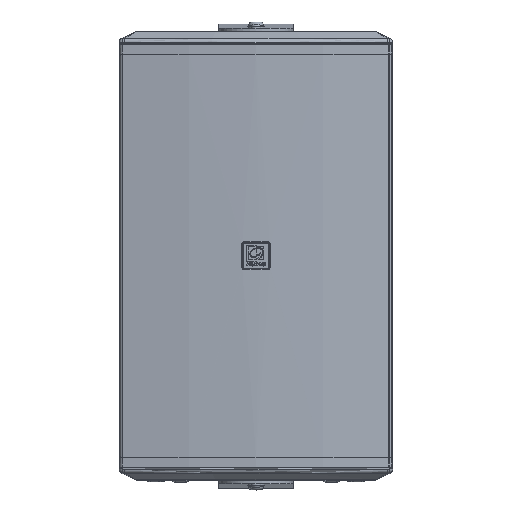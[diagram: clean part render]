
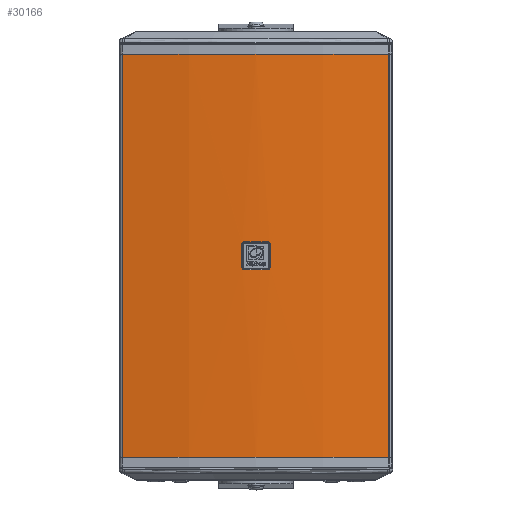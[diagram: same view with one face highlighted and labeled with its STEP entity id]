
A CAD part, top view. The second image highlights one B-rep face of the part: STEP entity #30166.
In plain terms, the highlighted cylindrical face has radius 914 mm (diameter 1828 mm), a partial arc.
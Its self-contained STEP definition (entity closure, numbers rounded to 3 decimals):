
#687=B_SPLINE_CURVE_WITH_KNOTS('',3,(#68011,#68012,#68013,#68014,#68015,
#68016),.UNSPECIFIED.,.F.,.F.,(4,1,1,4),(-0.491,-0.351,
-0.21,0.),.UNSPECIFIED.);
#688=B_SPLINE_CURVE_WITH_KNOTS('',3,(#68020,#68021,#68022,#68023,#68024,
#68025),.UNSPECIFIED.,.F.,.F.,(4,1,1,4),(-0.491,-0.351,
-0.21,0.),.UNSPECIFIED.);
#689=B_SPLINE_CURVE_WITH_KNOTS('',3,(#68029,#68030,#68031,#68032,#68033,
#68034),.UNSPECIFIED.,.F.,.F.,(4,1,1,4),(-0.491,-0.281,
-0.14,0.),.UNSPECIFIED.);
#690=B_SPLINE_CURVE_WITH_KNOTS('',3,(#68038,#68039,#68040,#68041,#68042,
#68043),.UNSPECIFIED.,.F.,.F.,(4,1,1,4),(-0.491,-0.281,
-0.14,0.),.UNSPECIFIED.);
#1073=FACE_BOUND('',#4511,.T.);
#2809=FACE_OUTER_BOUND('',#4510,.T.);
#4510=EDGE_LOOP('',(#20895,#20896,#20897,#20898));
#4511=EDGE_LOOP('',(#20899,#20900,#20901,#20902,#20903,#20904,#20905,#20906));
#6462=LINE('',#68001,#8616);
#6464=LINE('',#68005,#8618);
#6466=LINE('',#68027,#8620);
#6467=LINE('',#68044,#8621);
#8616=VECTOR('',#36403,10.);
#8618=VECTOR('',#36409,10.);
#8620=VECTOR('',#36417,10.);
#8621=VECTOR('',#36420,10.);
#10526=CIRCLE('',#32080,914.);
#10528=CIRCLE('',#32083,914.);
#10566=CIRCLE('',#32146,914.);
#10567=CIRCLE('',#32147,914.);
#12341=VERTEX_POINT('',#67846);
#12344=VERTEX_POINT('',#67857);
#12346=VERTEX_POINT('',#67863);
#12347=VERTEX_POINT('',#67864);
#12388=VERTEX_POINT('',#68009);
#12389=VERTEX_POINT('',#68010);
#12390=VERTEX_POINT('',#68017);
#12391=VERTEX_POINT('',#68019);
#12392=VERTEX_POINT('',#68026);
#12393=VERTEX_POINT('',#68028);
#12394=VERTEX_POINT('',#68035);
#12395=VERTEX_POINT('',#68037);
#15569=EDGE_CURVE('',#12344,#12341,#10526,.T.);
#15572=EDGE_CURVE('',#12346,#12347,#10528,.T.);
#15638=EDGE_CURVE('',#12346,#12341,#6462,.T.);
#15640=EDGE_CURVE('',#12344,#12347,#6464,.T.);
#15642=EDGE_CURVE('',#12388,#12389,#687,.T.);
#15643=EDGE_CURVE('',#12390,#12388,#10566,.T.);
#15644=EDGE_CURVE('',#12391,#12390,#688,.T.);
#15645=EDGE_CURVE('',#12392,#12391,#6466,.T.);
#15646=EDGE_CURVE('',#12393,#12392,#689,.T.);
#15647=EDGE_CURVE('',#12394,#12393,#10567,.T.);
#15648=EDGE_CURVE('',#12395,#12394,#690,.T.);
#15649=EDGE_CURVE('',#12389,#12395,#6467,.T.);
#20895=ORIENTED_EDGE('',*,*,#15572,.T.);
#20896=ORIENTED_EDGE('',*,*,#15640,.F.);
#20897=ORIENTED_EDGE('',*,*,#15569,.T.);
#20898=ORIENTED_EDGE('',*,*,#15638,.F.);
#20899=ORIENTED_EDGE('',*,*,#15642,.F.);
#20900=ORIENTED_EDGE('',*,*,#15643,.F.);
#20901=ORIENTED_EDGE('',*,*,#15644,.F.);
#20902=ORIENTED_EDGE('',*,*,#15645,.F.);
#20903=ORIENTED_EDGE('',*,*,#15646,.F.);
#20904=ORIENTED_EDGE('',*,*,#15647,.F.);
#20905=ORIENTED_EDGE('',*,*,#15648,.F.);
#20906=ORIENTED_EDGE('',*,*,#15649,.F.);
#28117=CYLINDRICAL_SURFACE('',#32145,914.);
#30166=ADVANCED_FACE('',(#2809,#1073),#28117,.T.);
#32080=AXIS2_PLACEMENT_3D('',#67858,#36253,#36254);
#32083=AXIS2_PLACEMENT_3D('',#67865,#36260,#36261);
#32145=AXIS2_PLACEMENT_3D('',#68008,#36413,#36414);
#32146=AXIS2_PLACEMENT_3D('',#68018,#36415,#36416);
#32147=AXIS2_PLACEMENT_3D('',#68036,#36418,#36419);
#36253=DIRECTION('center_axis',(0.,-1.,0.));
#36254=DIRECTION('ref_axis',(0.176,0.,0.984));
#36260=DIRECTION('center_axis',(0.,1.,0.));
#36261=DIRECTION('ref_axis',(-0.176,0.,0.984));
#36403=DIRECTION('',(0.,1.,0.));
#36409=DIRECTION('',(0.,-1.,0.));
#36413=DIRECTION('center_axis',(0.,1.,0.));
#36414=DIRECTION('ref_axis',(0.178,0.,-0.984));
#36415=DIRECTION('center_axis',(0.,1.,0.));
#36416=DIRECTION('ref_axis',(0.,0.,
1.));
#36417=DIRECTION('',(0.,-1.,0.));
#36418=DIRECTION('center_axis',(0.,-1.,0.));
#36419=DIRECTION('ref_axis',(0.,0.,
1.));
#36420=DIRECTION('',(0.,1.,0.));
#67846=CARTESIAN_POINT('',(-160.422,497.5,157.311));
#67857=CARTESIAN_POINT('',(160.422,497.5,157.311));
#67858=CARTESIAN_POINT('Origin',(0.,497.5,-742.5));
#67863=CARTESIAN_POINT('',(-160.422,12.5,157.311));
#67864=CARTESIAN_POINT('',(160.422,12.5,157.311));
#67865=CARTESIAN_POINT('Origin',(0.,12.5,-742.5));
#68001=CARTESIAN_POINT('',(-160.422,255.,157.311));
#68005=CARTESIAN_POINT('',(160.422,255.,157.311));
#68008=CARTESIAN_POINT('Origin',(0.,255.,-742.5));
#68009=CARTESIAN_POINT('',(13.898,238.,171.394));
#68010=CARTESIAN_POINT('',(17.028,241.125,171.341));
#68011=CARTESIAN_POINT('Ctrl Pts',(13.898,238.,171.394));
#68012=CARTESIAN_POINT('Ctrl Pts',(14.366,238.,171.387));
#68013=CARTESIAN_POINT('Ctrl Pts',(15.301,238.214,171.372));
#68014=CARTESIAN_POINT('Ctrl Pts',(16.617,239.259,171.349));
#68015=CARTESIAN_POINT('Ctrl Pts',(17.028,240.424,171.341));
#68016=CARTESIAN_POINT('Ctrl Pts',(17.028,241.125,171.341));
#68017=CARTESIAN_POINT('',(-13.898,238.,171.394));
#68018=CARTESIAN_POINT('Origin',(0.,238.,-742.5));
#68019=CARTESIAN_POINT('',(-17.028,241.125,171.341));
#68020=CARTESIAN_POINT('Ctrl Pts',(-17.028,241.125,171.341));
#68021=CARTESIAN_POINT('Ctrl Pts',(-17.028,240.657,171.341));
#68022=CARTESIAN_POINT('Ctrl Pts',(-16.814,239.724,171.345));
#68023=CARTESIAN_POINT('Ctrl Pts',(-15.766,238.41,171.364));
#68024=CARTESIAN_POINT('Ctrl Pts',(-14.6,238.,171.384));
#68025=CARTESIAN_POINT('Ctrl Pts',(-13.898,238.,171.394));
#68026=CARTESIAN_POINT('',(-17.028,268.875,171.341));
#68027=CARTESIAN_POINT('',(-17.028,255.,171.341));
#68028=CARTESIAN_POINT('',(-13.898,272.,171.394));
#68029=CARTESIAN_POINT('Ctrl Pts',(-13.898,272.,171.394));
#68030=CARTESIAN_POINT('Ctrl Pts',(-14.6,272.,171.384));
#68031=CARTESIAN_POINT('Ctrl Pts',(-15.766,271.59,171.364));
#68032=CARTESIAN_POINT('Ctrl Pts',(-16.814,270.276,171.345));
#68033=CARTESIAN_POINT('Ctrl Pts',(-17.028,269.343,171.341));
#68034=CARTESIAN_POINT('Ctrl Pts',(-17.028,268.875,171.341));
#68035=CARTESIAN_POINT('',(13.898,272.,171.394));
#68036=CARTESIAN_POINT('Origin',(0.,272.,-742.5));
#68037=CARTESIAN_POINT('',(17.028,268.875,171.341));
#68038=CARTESIAN_POINT('Ctrl Pts',(17.028,268.875,171.341));
#68039=CARTESIAN_POINT('Ctrl Pts',(17.028,269.576,171.341));
#68040=CARTESIAN_POINT('Ctrl Pts',(16.617,270.741,171.349));
#68041=CARTESIAN_POINT('Ctrl Pts',(15.301,271.786,171.372));
#68042=CARTESIAN_POINT('Ctrl Pts',(14.366,272.,171.387));
#68043=CARTESIAN_POINT('Ctrl Pts',(13.898,272.,171.394));
#68044=CARTESIAN_POINT('',(17.028,255.,171.341));
